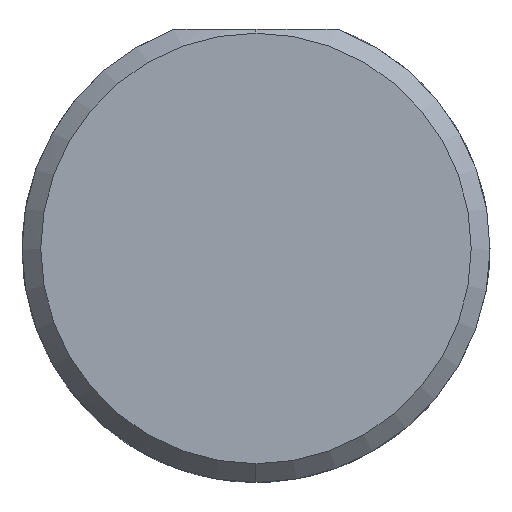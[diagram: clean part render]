
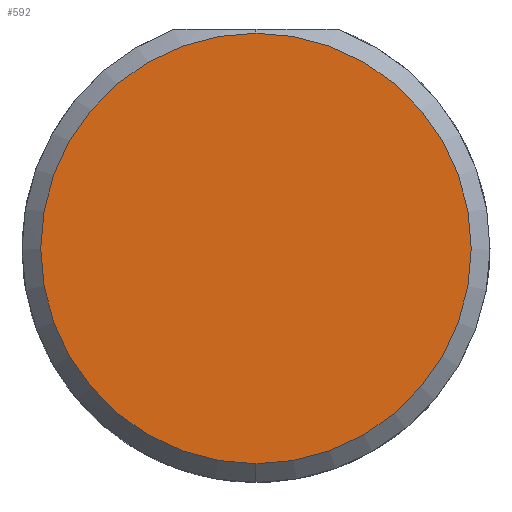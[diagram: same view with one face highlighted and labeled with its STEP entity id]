
A CAD part, left-side view. The second image highlights one B-rep face of the part: STEP entity #592.
In plain terms, the highlighted planar face has unit normal (-1, 0, 0).
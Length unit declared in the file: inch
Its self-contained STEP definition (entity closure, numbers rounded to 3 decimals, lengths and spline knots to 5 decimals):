
#2 = EDGE_CURVE ( 'NONE', #441, #163, #179, .T. ) ;
#29 = FACE_OUTER_BOUND ( 'NONE', #42, .T. ) ;
#30 = DIRECTION ( 'NONE',  ( 0., 0., 1. ) ) ;
#42 = EDGE_LOOP ( 'NONE', ( #549, #306 ) ) ;
#47 = CIRCLE ( 'NONE', #411, 0.17235 ) ;
#99 = DIRECTION ( 'NONE',  ( -1., 0., 0. ) ) ;
#128 = CARTESIAN_POINT ( 'NONE',  ( 0., 0., 0. ) ) ;
#141 = DIRECTION ( 'NONE',  ( 0., 0., -1. ) ) ;
#149 = CARTESIAN_POINT ( 'NONE',  ( 0., 0., 0. ) ) ;
#158 = CARTESIAN_POINT ( 'NONE',  ( 0., 0., -0.17235 ) ) ;
#163 = VERTEX_POINT ( 'NONE', #221 ) ;
#166 = EDGE_CURVE ( 'NONE', #163, #441, #47, .T. ) ;
#179 = CIRCLE ( 'NONE', #536, 0.17235 ) ;
#221 = CARTESIAN_POINT ( 'NONE',  ( 0., 0., 0.17235 ) ) ;
#222 = PLANE ( 'NONE',  #361 ) ;
#237 = DIRECTION ( 'NONE',  ( 0., 0., 1. ) ) ;
#306 = ORIENTED_EDGE ( 'NONE', *, *, #166, .T. ) ;
#311 = CARTESIAN_POINT ( 'NONE',  ( 0., 0., 0. ) ) ;
#361 = AXIS2_PLACEMENT_3D ( 'NONE', #149, #426, #141 ) ;
#411 = AXIS2_PLACEMENT_3D ( 'NONE', #128, #99, #237 ) ;
#421 = DIRECTION ( 'NONE',  ( -1., 0., 0. ) ) ;
#426 = DIRECTION ( 'NONE',  ( 1., 0., 0. ) ) ;
#441 = VERTEX_POINT ( 'NONE', #158 ) ;
#536 = AXIS2_PLACEMENT_3D ( 'NONE', #311, #421, #30 ) ;
#549 = ORIENTED_EDGE ( 'NONE', *, *, #2, .T. ) ;
#592 = ADVANCED_FACE ( 'NONE', ( #29 ), #222, .F. ) ;
